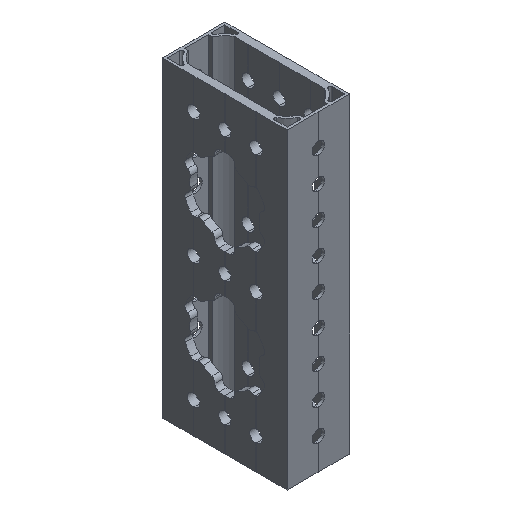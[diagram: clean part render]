
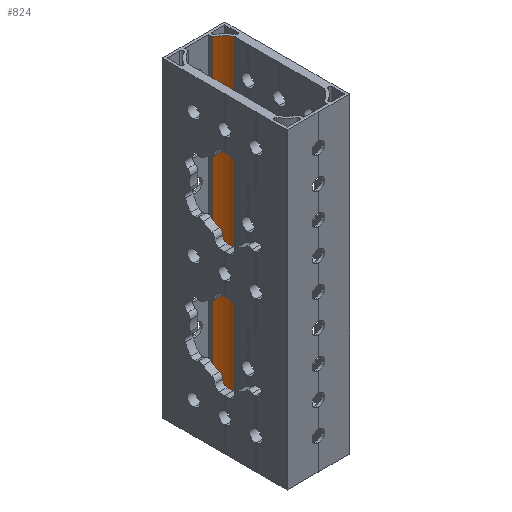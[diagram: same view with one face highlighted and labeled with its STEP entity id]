
A CAD part, isometric view. The second image highlights one B-rep face of the part: STEP entity #824.
In plain terms, the highlighted cylindrical face has radius 11.113 mm (diameter 22.225 mm), a partial arc.
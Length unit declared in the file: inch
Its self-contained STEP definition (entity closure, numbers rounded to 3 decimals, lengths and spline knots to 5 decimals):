
#204 = ORIENTED_EDGE ( 'NONE', *, *, #7077, .F. ) ;
#824 = ADVANCED_FACE ( 'NONE', ( #2533 ), #7968, .F. ) ;
#911 = VERTEX_POINT ( 'NONE', #17416 ) ;
#2115 = DIRECTION ( 'NONE',  ( 0., 0., 1. ) ) ;
#2533 = FACE_OUTER_BOUND ( 'NONE', #7311, .T. ) ;
#2682 = LINE ( 'NONE', #16135, #6328 ) ;
#2714 = EDGE_CURVE ( 'NONE', #911, #12972, #10310, .T. ) ;
#3049 = CARTESIAN_POINT ( 'NONE',  ( 0., 0.5, -2.5 ) ) ;
#3450 = CARTESIAN_POINT ( 'NONE',  ( 0.1925, 0.89287, 2.5 ) ) ;
#3454 = AXIS2_PLACEMENT_3D ( 'NONE', #6337, #9102, #15890 ) ;
#3673 = ORIENTED_EDGE ( 'NONE', *, *, #8694, .F. ) ;
#3734 = DIRECTION ( 'NONE',  ( 0., 0., 1. ) ) ;
#6134 = LINE ( 'NONE', #11594, #10554 ) ;
#6328 = VECTOR ( 'NONE', #3734, 39.37008 ) ;
#6337 = CARTESIAN_POINT ( 'NONE',  ( 0., 0.5, 2.5 ) ) ;
#6536 = DIRECTION ( 'NONE',  ( 0., 0., 1. ) ) ;
#7077 = EDGE_CURVE ( 'NONE', #11281, #16032, #12738, .T. ) ;
#7311 = EDGE_LOOP ( 'NONE', ( #15729, #3673, #204, #17606 ) ) ;
#7968 = CYLINDRICAL_SURFACE ( 'NONE', #16600, 0.4375 ) ;
#8694 = EDGE_CURVE ( 'NONE', #16032, #12972, #6134, .T. ) ;
#9102 = DIRECTION ( 'NONE',  ( 0., 0., 1. ) ) ;
#10310 = CIRCLE ( 'NONE', #3454, 0.4375 ) ;
#10554 = VECTOR ( 'NONE', #2115, 39.37008 ) ;
#10577 = CARTESIAN_POINT ( 'NONE',  ( 0., 0.5, -2.5 ) ) ;
#11031 = AXIS2_PLACEMENT_3D ( 'NONE', #3049, #16756, #15443 ) ;
#11281 = VERTEX_POINT ( 'NONE', #17391 ) ;
#11594 = CARTESIAN_POINT ( 'NONE',  ( 0.1925, 0.89287, -2.5 ) ) ;
#12191 = DIRECTION ( 'NONE',  ( 1., 0., 0. ) ) ;
#12738 = CIRCLE ( 'NONE', #11031, 0.4375 ) ;
#12972 = VERTEX_POINT ( 'NONE', #3450 ) ;
#13107 = CARTESIAN_POINT ( 'NONE',  ( 0.1925, 0.89287, -2.5 ) ) ;
#14478 = EDGE_CURVE ( 'NONE', #11281, #911, #2682, .T. ) ;
#15443 = DIRECTION ( 'NONE',  ( 1., 0., 0. ) ) ;
#15729 = ORIENTED_EDGE ( 'NONE', *, *, #2714, .T. ) ;
#15890 = DIRECTION ( 'NONE',  ( 1., 0., 0. ) ) ;
#16032 = VERTEX_POINT ( 'NONE', #13107 ) ;
#16135 = CARTESIAN_POINT ( 'NONE',  ( 0.375, 0.72535, -2.5 ) ) ;
#16600 = AXIS2_PLACEMENT_3D ( 'NONE', #10577, #6536, #12191 ) ;
#16756 = DIRECTION ( 'NONE',  ( 0., 0., 1. ) ) ;
#17391 = CARTESIAN_POINT ( 'NONE',  ( 0.375, 0.72535, -2.5 ) ) ;
#17416 = CARTESIAN_POINT ( 'NONE',  ( 0.375, 0.72535, 2.5 ) ) ;
#17606 = ORIENTED_EDGE ( 'NONE', *, *, #14478, .T. ) ;
